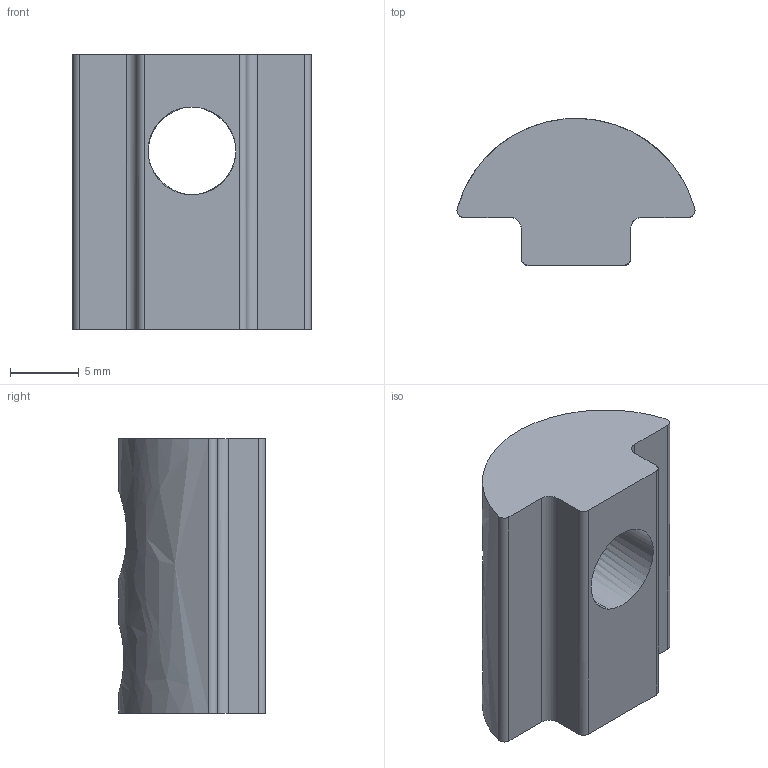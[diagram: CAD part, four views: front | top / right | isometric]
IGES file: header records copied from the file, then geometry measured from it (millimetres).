
Global section: file name: SV2800V; native system: Autodesk Inventor 2015; preprocessor: unknown; author: D. Wölk,; organization: 11; date: 20151128.114445; units: millimetre
Bounding box: 17.37 x 10.7 x 20 mm (x, y, z)
Volume: 1976 mm3; surface area: 1447.9 mm2
Topology: 1 solids, 1 shells, 17 faces, 49 edges, 34 vertices
Faces by surface type: bspline 17
